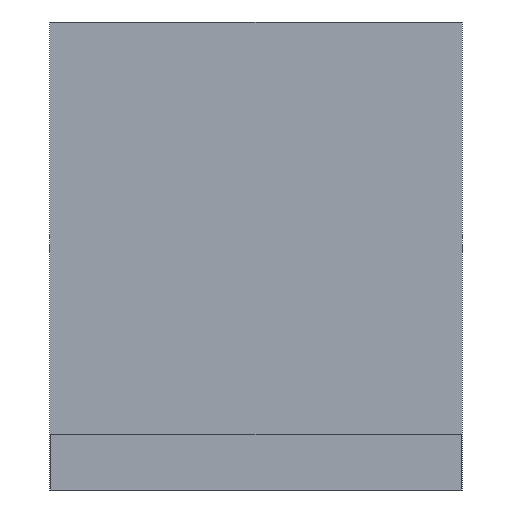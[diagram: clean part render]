
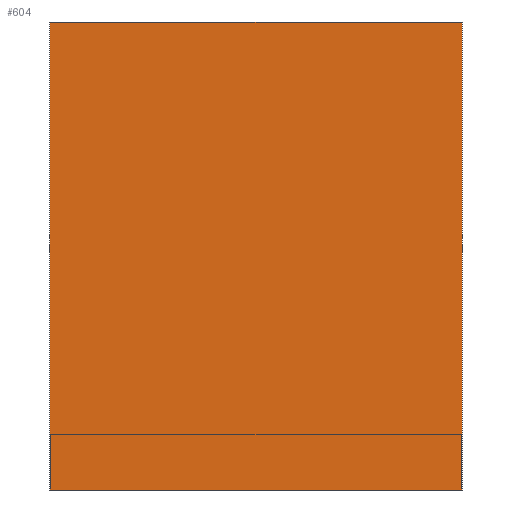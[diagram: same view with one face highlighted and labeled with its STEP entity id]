
A CAD part, left-side view. The second image highlights one B-rep face of the part: STEP entity #604.
In plain terms, the highlighted planar face has unit normal (-1, 0, 0).
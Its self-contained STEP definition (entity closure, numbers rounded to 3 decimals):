
#12 = DIRECTION ( 'NONE',  ( 0., -1., 0. ) ) ;
#33 = CARTESIAN_POINT ( 'NONE',  ( -375., 375., -750. ) ) ;
#82 = PLANE ( 'NONE',  #664 ) ;
#118 = CARTESIAN_POINT ( 'NONE',  ( -375., 375., 0. ) ) ;
#119 = ORIENTED_EDGE ( 'NONE', *, *, #567, .F. ) ;
#154 = DIRECTION ( 'NONE',  ( 0., 1., 0. ) ) ;
#188 = DIRECTION ( 'NONE',  ( 0., 0., 1. ) ) ;
#195 = ORIENTED_EDGE ( 'NONE', *, *, #455, .T. ) ;
#196 = DIRECTION ( 'NONE',  ( 0., -1., 0. ) ) ;
#200 = CARTESIAN_POINT ( 'NONE',  ( -375., 375., -750. ) ) ;
#218 = LINE ( 'NONE', #639, #548 ) ;
#237 = ORIENTED_EDGE ( 'NONE', *, *, #315, .F. ) ;
#250 = VECTOR ( 'NONE', #522, 1000. ) ;
#276 = CARTESIAN_POINT ( 'NONE',  ( -375., 375., -850. ) ) ;
#315 = EDGE_CURVE ( 'NONE', #349, #748, #480, .T. ) ;
#349 = VERTEX_POINT ( 'NONE', #118 ) ;
#383 = FACE_OUTER_BOUND ( 'NONE', #558, .T. ) ;
#387 = CARTESIAN_POINT ( 'NONE',  ( -375., 375., 0. ) ) ;
#401 = DIRECTION ( 'NONE',  ( -1., 0., 0. ) ) ;
#437 = VECTOR ( 'NONE', #12, 1000. ) ;
#455 = EDGE_CURVE ( 'NONE', #692, #748, #218, .T. ) ;
#480 = LINE ( 'NONE', #387, #437 ) ;
#522 = DIRECTION ( 'NONE',  ( 0., 0., 1. ) ) ;
#548 = VECTOR ( 'NONE', #188, 1000. ) ;
#558 = EDGE_LOOP ( 'NONE', ( #237, #119, #631, #195 ) ) ;
#561 = LINE ( 'NONE', #33, #250 ) ;
#567 = EDGE_CURVE ( 'NONE', #768, #349, #561, .T. ) ;
#595 = LINE ( 'NONE', #657, #671 ) ;
#604 = ADVANCED_FACE ( 'NONE', ( #383 ), #82, .T. ) ;
#631 = ORIENTED_EDGE ( 'NONE', *, *, #693, .F. ) ;
#639 = CARTESIAN_POINT ( 'NONE',  ( -375., -375., -750. ) ) ;
#657 = CARTESIAN_POINT ( 'NONE',  ( -375., -375., -850. ) ) ;
#664 = AXIS2_PLACEMENT_3D ( 'NONE', #200, #401, #196 ) ;
#671 = VECTOR ( 'NONE', #154, 1000. ) ;
#692 = VERTEX_POINT ( 'NONE', #782 ) ;
#693 = EDGE_CURVE ( 'NONE', #692, #768, #595, .T. ) ;
#715 = CARTESIAN_POINT ( 'NONE',  ( -375., -375., 0. ) ) ;
#748 = VERTEX_POINT ( 'NONE', #715 ) ;
#768 = VERTEX_POINT ( 'NONE', #276 ) ;
#782 = CARTESIAN_POINT ( 'NONE',  ( -375., -375., -850. ) ) ;
